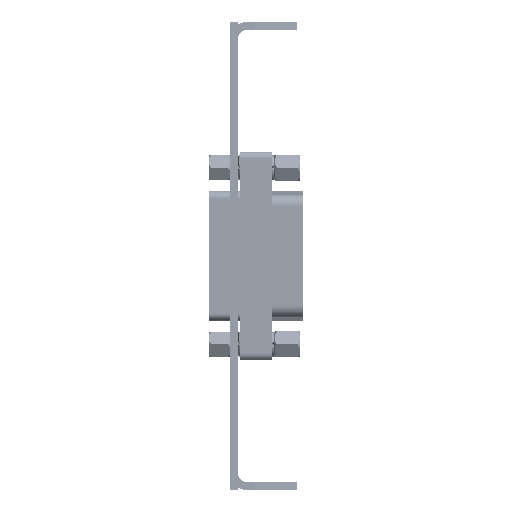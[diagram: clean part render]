
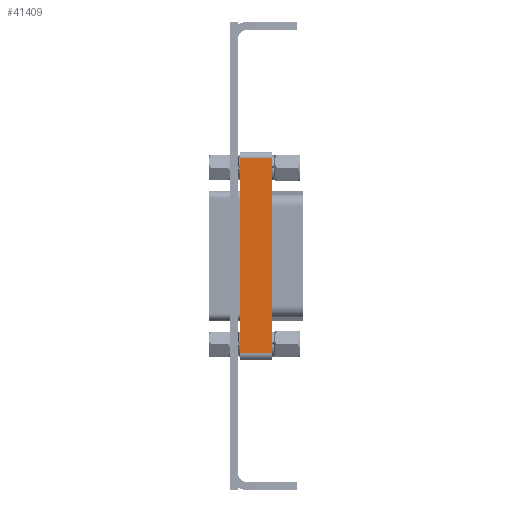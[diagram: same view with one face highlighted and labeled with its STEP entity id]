
A CAD part, left-side view. The second image highlights one B-rep face of the part: STEP entity #41409.
In plain terms, the highlighted face is planar.
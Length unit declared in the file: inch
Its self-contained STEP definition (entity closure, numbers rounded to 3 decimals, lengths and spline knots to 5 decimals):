
#373 = CARTESIAN_POINT ( 'NONE',  ( -0.775, 0.11811, 0.255 ) ) ;
#762 = CARTESIAN_POINT ( 'NONE',  ( 0.725, -0.11811, 0.255 ) ) ;
#806 = LINE ( 'NONE', #2348, #41291 ) ;
#1655 = CARTESIAN_POINT ( 'NONE',  ( 0.725, 0.11811, 0.255 ) ) ;
#2348 = CARTESIAN_POINT ( 'NONE',  ( 0.725, 0.11811, 0.255 ) ) ;
#5155 = CARTESIAN_POINT ( 'NONE',  ( -0.725, 0.11811, 0.255 ) ) ;
#5516 = VECTOR ( 'NONE', #12731, 39.37008 ) ;
#6499 = VECTOR ( 'NONE', #19999, 39.37008 ) ;
#7547 = PLANE ( 'NONE',  #29171 ) ;
#8865 = ORIENTED_EDGE ( 'NONE', *, *, #14529, .T. ) ;
#9458 = CARTESIAN_POINT ( 'NONE',  ( -0.725, 0.11811, 0.255 ) ) ;
#10808 = DIRECTION ( 'NONE',  ( 0., 0., -1. ) ) ;
#10969 = VECTOR ( 'NONE', #16154, 39.37008 ) ;
#11516 = ORIENTED_EDGE ( 'NONE', *, *, #15047, .F. ) ;
#12731 = DIRECTION ( 'NONE',  ( 0., -1., 0. ) ) ;
#14529 = EDGE_CURVE ( 'NONE', #22183, #29786, #41394, .T. ) ;
#15047 = EDGE_CURVE ( 'NONE', #22183, #38433, #32609, .T. ) ;
#15541 = DIRECTION ( 'NONE',  ( 0., 1., 0. ) ) ;
#16154 = DIRECTION ( 'NONE',  ( 1., 0., 0. ) ) ;
#16675 = EDGE_LOOP ( 'NONE', ( #38004, #34023, #11516, #8865 ) ) ;
#19999 = DIRECTION ( 'NONE',  ( 1., 0., 0. ) ) ;
#20781 = VERTEX_POINT ( 'NONE', #762 ) ;
#22183 = VERTEX_POINT ( 'NONE', #5155 ) ;
#22370 = EDGE_CURVE ( 'NONE', #29786, #20781, #36041, .T. ) ;
#25233 = FACE_OUTER_BOUND ( 'NONE', #16675, .T. ) ;
#29171 = AXIS2_PLACEMENT_3D ( 'NONE', #30424, #10808, #33703 ) ;
#29786 = VERTEX_POINT ( 'NONE', #33523 ) ;
#30424 = CARTESIAN_POINT ( 'NONE',  ( -0.775, 0.11811, 0.255 ) ) ;
#32609 = LINE ( 'NONE', #373, #6499 ) ;
#33523 = CARTESIAN_POINT ( 'NONE',  ( -0.725, -0.11811, 0.255 ) ) ;
#33703 = DIRECTION ( 'NONE',  ( -1., 0., 0. ) ) ;
#34023 = ORIENTED_EDGE ( 'NONE', *, *, #38583, .T. ) ;
#35751 = CARTESIAN_POINT ( 'NONE',  ( -0.775, -0.11811, 0.255 ) ) ;
#36041 = LINE ( 'NONE', #35751, #10969 ) ;
#38004 = ORIENTED_EDGE ( 'NONE', *, *, #22370, .T. ) ;
#38433 = VERTEX_POINT ( 'NONE', #1655 ) ;
#38583 = EDGE_CURVE ( 'NONE', #20781, #38433, #806, .T. ) ;
#41291 = VECTOR ( 'NONE', #15541, 39.37008 ) ;
#41394 = LINE ( 'NONE', #9458, #5516 ) ;
#41409 = ADVANCED_FACE ( 'NONE', ( #25233 ), #7547, .F. ) ;
